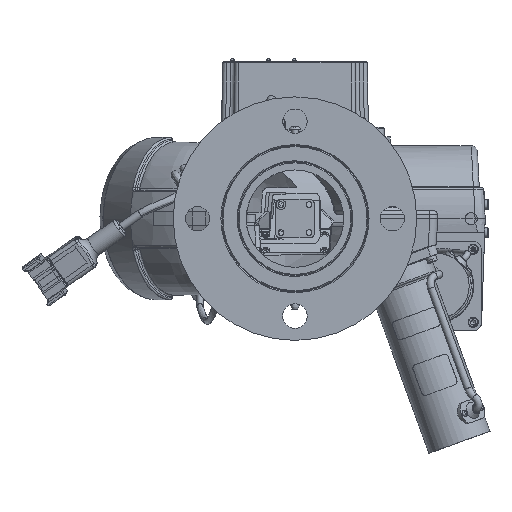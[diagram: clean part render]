
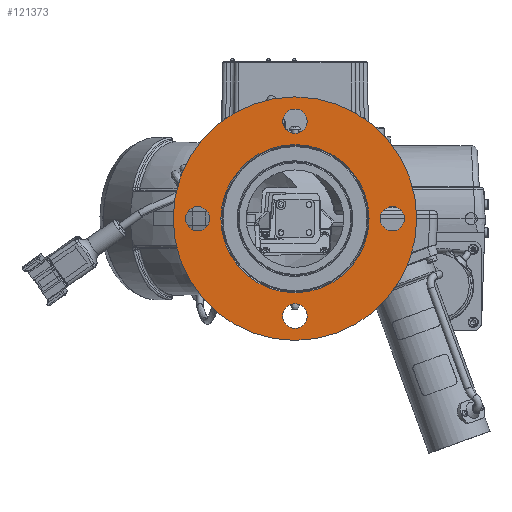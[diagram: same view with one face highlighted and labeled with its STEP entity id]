
A CAD part, front view. The second image highlights one B-rep face of the part: STEP entity #121373.
In plain terms, the highlighted planar face has unit normal (0, -1, 0).
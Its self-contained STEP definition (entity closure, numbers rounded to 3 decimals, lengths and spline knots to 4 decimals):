
#5999 = DIRECTION ( 'NONE',  ( 0., 1., 0. ) ) ;
#7654 = AXIS2_PLACEMENT_3D ( 'NONE', #117593, #5999, #24583 ) ;
#11298 = CARTESIAN_POINT ( 'NONE',  ( -3., -6.0145, 0. ) ) ;
#14862 = DIRECTION ( 'NONE',  ( -1., 0., 0. ) ) ;
#15059 = CARTESIAN_POINT ( 'NONE',  ( -2.281, -6.0145, 0. ) ) ;
#19300 = CIRCLE ( 'NONE', #120157, 0.375 ) ;
#22880 = EDGE_LOOP ( 'NONE', ( #56398 ) ) ;
#22929 = FACE_BOUND ( 'NONE', #22880, .T. ) ;
#24134 = PLANE ( 'NONE',  #63045 ) ;
#24583 = DIRECTION ( 'NONE',  ( -1., 0., 0. ) ) ;
#25998 = VERTEX_POINT ( 'NONE', #62607 ) ;
#27781 = CIRCLE ( 'NONE', #63377, 0.375 ) ;
#29564 = AXIS2_PLACEMENT_3D ( 'NONE', #107834, #119561, #14862 ) ;
#31305 = EDGE_CURVE ( 'NONE', #25998, #25998, #104745, .T. ) ;
#31453 = CIRCLE ( 'NONE', #7654, 0.375 ) ;
#35340 = CARTESIAN_POINT ( 'NONE',  ( 2.625, -6.0145, 0. ) ) ;
#37246 = DIRECTION ( 'NONE',  ( 0., 1., 0. ) ) ;
#39054 = DIRECTION ( 'NONE',  ( -1., 0., 0. ) ) ;
#47046 = DIRECTION ( 'NONE',  ( -1., 0., 0. ) ) ;
#47137 = CARTESIAN_POINT ( 'NONE',  ( 0., -6.0145, 3. ) ) ;
#52649 = DIRECTION ( 'NONE',  ( 0., 1., 0. ) ) ;
#53621 = VERTEX_POINT ( 'NONE', #83325 ) ;
#56398 = ORIENTED_EDGE ( 'NONE', *, *, #92391, .T. ) ;
#60154 = FACE_OUTER_BOUND ( 'NONE', #115985, .T. ) ;
#62607 = CARTESIAN_POINT ( 'NONE',  ( -0.375, -6.0145, -3. ) ) ;
#62772 = CIRCLE ( 'NONE', #74594, 2.281 ) ;
#63045 = AXIS2_PLACEMENT_3D ( 'NONE', #109042, #52649, #88640 ) ;
#63377 = AXIS2_PLACEMENT_3D ( 'NONE', #47137, #37246, #39054 ) ;
#63438 = ORIENTED_EDGE ( 'NONE', *, *, #65445, .T. ) ;
#63637 = CIRCLE ( 'NONE', #117064, 3.75 ) ;
#63760 = EDGE_CURVE ( 'NONE', #101314, #101314, #27781, .T. ) ;
#65445 = EDGE_CURVE ( 'NONE', #53621, #53621, #63637, .T. ) ;
#70173 = DIRECTION ( 'NONE',  ( -1., 0., 0. ) ) ;
#71868 = FACE_BOUND ( 'NONE', #98413, .T. ) ;
#71970 = DIRECTION ( 'NONE',  ( 1., 0., 0. ) ) ;
#72467 = FACE_BOUND ( 'NONE', #104415, .T. ) ;
#74594 = AXIS2_PLACEMENT_3D ( 'NONE', #91698, #113358, #47046 ) ;
#78815 = ORIENTED_EDGE ( 'NONE', *, *, #63760, .T. ) ;
#79845 = ORIENTED_EDGE ( 'NONE', *, *, #31305, .T. ) ;
#79938 = FACE_BOUND ( 'NONE', #119965, .T. ) ;
#80794 = ORIENTED_EDGE ( 'NONE', *, *, #121617, .T. ) ;
#81490 = CARTESIAN_POINT ( 'NONE',  ( -0.375, -6.0145, 3. ) ) ;
#81745 = FACE_BOUND ( 'NONE', #84346, .T. ) ;
#83325 = CARTESIAN_POINT ( 'NONE',  ( 3.75, -6.0145, 0. ) ) ;
#84346 = EDGE_LOOP ( 'NONE', ( #96104 ) ) ;
#88640 = DIRECTION ( 'NONE',  ( -1., 0., 0. ) ) ;
#91698 = CARTESIAN_POINT ( 'NONE',  ( 0., -6.0145, 0. ) ) ;
#92391 = EDGE_CURVE ( 'NONE', #119755, #119755, #62772, .T. ) ;
#96104 = ORIENTED_EDGE ( 'NONE', *, *, #119136, .T. ) ;
#98413 = EDGE_LOOP ( 'NONE', ( #78815 ) ) ;
#99778 = VERTEX_POINT ( 'NONE', #35340 ) ;
#100391 = CARTESIAN_POINT ( 'NONE',  ( -3.375, -6.0145, 0. ) ) ;
#101314 = VERTEX_POINT ( 'NONE', #81490 ) ;
#104415 = EDGE_LOOP ( 'NONE', ( #79845 ) ) ;
#104745 = CIRCLE ( 'NONE', #29564, 0.375 ) ;
#106100 = DIRECTION ( 'NONE',  ( 0., 1., 0. ) ) ;
#107834 = CARTESIAN_POINT ( 'NONE',  ( 0., -6.0145, -3. ) ) ;
#109042 = CARTESIAN_POINT ( 'NONE',  ( 0., -6.0145, 0. ) ) ;
#109148 = CARTESIAN_POINT ( 'NONE',  ( 0., -6.0145, 0. ) ) ;
#113358 = DIRECTION ( 'NONE',  ( 0., 1., 0. ) ) ;
#115985 = EDGE_LOOP ( 'NONE', ( #63438 ) ) ;
#117064 = AXIS2_PLACEMENT_3D ( 'NONE', #109148, #119661, #71970 ) ;
#117593 = CARTESIAN_POINT ( 'NONE',  ( 3., -6.0145, 0. ) ) ;
#119001 = VERTEX_POINT ( 'NONE', #100391 ) ;
#119136 = EDGE_CURVE ( 'NONE', #119001, #119001, #19300, .T. ) ;
#119561 = DIRECTION ( 'NONE',  ( 0., 1., 0. ) ) ;
#119661 = DIRECTION ( 'NONE',  ( 0., -1., 0. ) ) ;
#119755 = VERTEX_POINT ( 'NONE', #15059 ) ;
#119965 = EDGE_LOOP ( 'NONE', ( #80794 ) ) ;
#120157 = AXIS2_PLACEMENT_3D ( 'NONE', #11298, #106100, #70173 ) ;
#121373 = ADVANCED_FACE ( 'NONE', ( #60154, #81745, #72467, #79938, #71868, #22929 ), #24134, .F. ) ;
#121617 = EDGE_CURVE ( 'NONE', #99778, #99778, #31453, .T. ) ;
